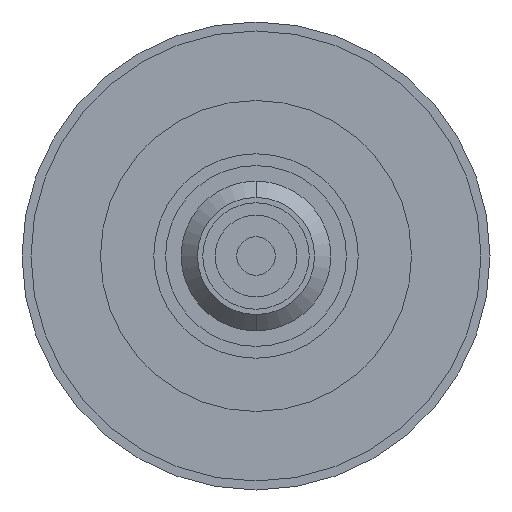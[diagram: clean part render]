
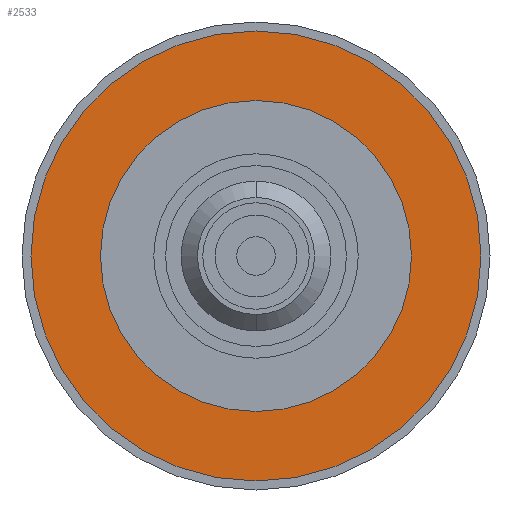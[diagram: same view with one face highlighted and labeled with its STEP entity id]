
A CAD part, front view. The second image highlights one B-rep face of the part: STEP entity #2533.
In plain terms, the highlighted planar face has unit normal (0, -1, 0).
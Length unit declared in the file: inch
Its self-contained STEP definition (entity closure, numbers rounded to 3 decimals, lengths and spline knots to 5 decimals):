
#880 = CARTESIAN_POINT ( 'NONE',  ( 0., 0., 0.19 ) ) ;
#881 = DIRECTION ( 'NONE',  ( 0., 0., 1. ) ) ;
#882 = DIRECTION ( 'NONE',  ( 0., -1., 0. ) ) ;
#883 = CARTESIAN_POINT ( 'NONE',  ( 0., 0., 0. ) ) ;
#884 = AXIS2_PLACEMENT_3D ( 'NONE', #883, #882, #881 ) ;
#964 = CARTESIAN_POINT ( 'NONE',  ( 0., 0., -0.275 ) ) ;
#965 = DIRECTION ( 'NONE',  ( 0., 0., 1. ) ) ;
#966 = DIRECTION ( 'NONE',  ( 0., 1., 0. ) ) ;
#967 = CARTESIAN_POINT ( 'NONE',  ( 0., 0., 0. ) ) ;
#968 = AXIS2_PLACEMENT_3D ( 'NONE', #967, #966, #965 ) ;
#969 = CIRCLE ( 'NONE', #968, 0.275 ) ;
#1042 = CIRCLE ( 'NONE', #884, 0.19 ) ;
#1043 = CARTESIAN_POINT ( 'NONE',  ( 0., 0., -0.19 ) ) ;
#1071 = PLANE ( 'NONE',  #1213 ) ;
#1072 = FACE_BOUND ( 'NONE', #2552, .T. ) ;
#1073 = FACE_OUTER_BOUND ( 'NONE', #2534, .T. ) ;
#1086 = DIRECTION ( 'NONE',  ( 0., 1., 0. ) ) ;
#1087 = AXIS2_PLACEMENT_3D ( 'NONE', #1094, #1086, #1182 ) ;
#1088 = CIRCLE ( 'NONE', #1087, 0.275 ) ;
#1094 = CARTESIAN_POINT ( 'NONE',  ( 0., 0., 0. ) ) ;
#1177 = DIRECTION ( 'NONE',  ( 0., 0., 1. ) ) ;
#1178 = DIRECTION ( 'NONE',  ( 0., -1., 0. ) ) ;
#1179 = CARTESIAN_POINT ( 'NONE',  ( 0., 0., 0. ) ) ;
#1180 = AXIS2_PLACEMENT_3D ( 'NONE', #1179, #1178, #1177 ) ;
#1181 = CIRCLE ( 'NONE', #1180, 0.19 ) ;
#1182 = DIRECTION ( 'NONE',  ( 0., 0., 1. ) ) ;
#1210 = DIRECTION ( 'NONE',  ( 0., 0., 1. ) ) ;
#1211 = DIRECTION ( 'NONE',  ( 0., 1., 0. ) ) ;
#1212 = CARTESIAN_POINT ( 'NONE',  ( 0., 0., 0. ) ) ;
#1213 = AXIS2_PLACEMENT_3D ( 'NONE', #1212, #1211, #1210 ) ;
#1278 = CARTESIAN_POINT ( 'NONE',  ( 0., 0., 0.275 ) ) ;
#2467 = VERTEX_POINT ( 'NONE', #1043 ) ;
#2469 = EDGE_CURVE ( 'NONE', #2467, #2470, #1042, .T. ) ;
#2470 = VERTEX_POINT ( 'NONE', #880 ) ;
#2478 = EDGE_CURVE ( 'NONE', #2599, #2479, #969, .T. ) ;
#2479 = VERTEX_POINT ( 'NONE', #964 ) ;
#2533 = ADVANCED_FACE ( 'NONE', ( #1073, #1072 ), #1071, .F. ) ;
#2534 = EDGE_LOOP ( 'NONE', ( #2549, #2551 ) ) ;
#2549 = ORIENTED_EDGE ( 'NONE', *, *, #2550, .F. ) ;
#2550 = EDGE_CURVE ( 'NONE', #2479, #2599, #1088, .T. ) ;
#2551 = ORIENTED_EDGE ( 'NONE', *, *, #2478, .F. ) ;
#2552 = EDGE_LOOP ( 'NONE', ( #2553, #2555 ) ) ;
#2553 = ORIENTED_EDGE ( 'NONE', *, *, #2554, .F. ) ;
#2554 = EDGE_CURVE ( 'NONE', #2470, #2467, #1181, .T. ) ;
#2555 = ORIENTED_EDGE ( 'NONE', *, *, #2469, .F. ) ;
#2599 = VERTEX_POINT ( 'NONE', #1278 ) ;
